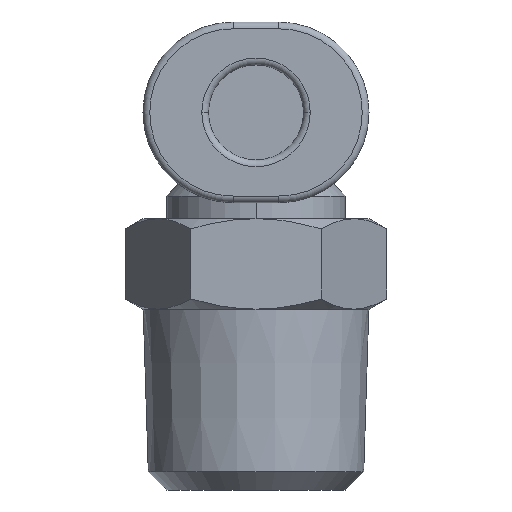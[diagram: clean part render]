
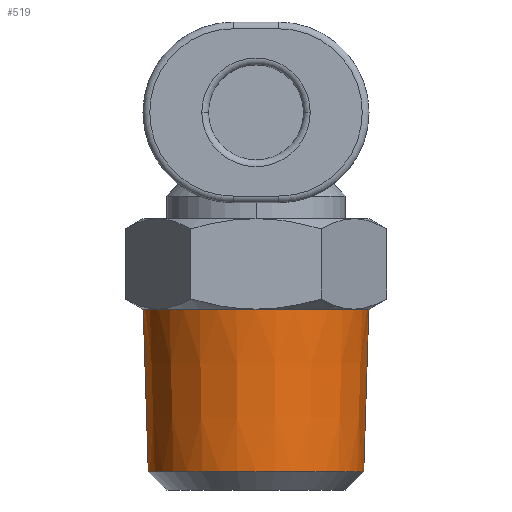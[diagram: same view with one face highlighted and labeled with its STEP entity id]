
A CAD part, front view. The second image highlights one B-rep face of the part: STEP entity #519.
In plain terms, the highlighted conical face has half-angle 1.79 degrees and reference radius 4.865 mm.
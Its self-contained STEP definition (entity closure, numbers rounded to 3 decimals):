
#478=CARTESIAN_POINT('',(0.0,5.1,-6.35));
#479=DIRECTION('',(0.0,0.,1.0));
#480=DIRECTION('',(-1.0,0.0,0.0));
#481=AXIS2_PLACEMENT_3D('',#478,#479,#480);
#482=CONICAL_SURFACE('',#481,4.865,1.79);
#483=CARTESIAN_POINT('',(-4.765,5.1,-9.55));
#484=VERTEX_POINT('',#483);
#485=CARTESIAN_POINT('',(-4.99,5.1,-2.35));
#486=VERTEX_POINT('',#485);
#487=CARTESIAN_POINT('',(-4.765,5.1,-9.55));
#488=DIRECTION('',(-0.031,0.,1.));
#489=VECTOR('',#488,7.204);
#490=LINE('',#487,#489);
#491=EDGE_CURVE('',#484,#486,#490,.T.);
#492=ORIENTED_EDGE('',*,*,#491,.F.);
#493=CARTESIAN_POINT('',(4.765,5.1,-9.55));
#494=VERTEX_POINT('',#493);
#495=CARTESIAN_POINT('',(0.0,5.1,-9.55));
#496=DIRECTION('',(0.0,0.0,-1.0));
#497=DIRECTION('',(1.0,0.0,0.0));
#498=AXIS2_PLACEMENT_3D('',#495,#496,#497);
#499=CIRCLE('',#498,4.765);
#500=EDGE_CURVE('',#494,#484,#499,.T.);
#501=ORIENTED_EDGE('',*,*,#500,.F.);
#502=CARTESIAN_POINT('',(4.99,5.1,-2.35));
#503=VERTEX_POINT('',#502);
#504=CARTESIAN_POINT('',(4.765,5.1,-9.55));
#505=DIRECTION('',(0.031,0.0,1.));
#506=VECTOR('',#505,7.204);
#507=LINE('',#504,#506);
#508=EDGE_CURVE('',#494,#503,#507,.T.);
#509=ORIENTED_EDGE('',*,*,#508,.T.);
#510=CARTESIAN_POINT('',(0.0,5.1,-2.35));
#511=DIRECTION('',(0.0,0.0,1.0));
#512=DIRECTION('',(-1.0,0.0,0.0));
#513=AXIS2_PLACEMENT_3D('',#510,#511,#512);
#514=CIRCLE('',#513,4.99);
#515=EDGE_CURVE('',#486,#503,#514,.T.);
#516=ORIENTED_EDGE('',*,*,#515,.F.);
#517=EDGE_LOOP('',(#492,#501,#509,#516));
#518=FACE_OUTER_BOUND('',#517,.T.);
#519=ADVANCED_FACE('',(#518),#482,.T.);
